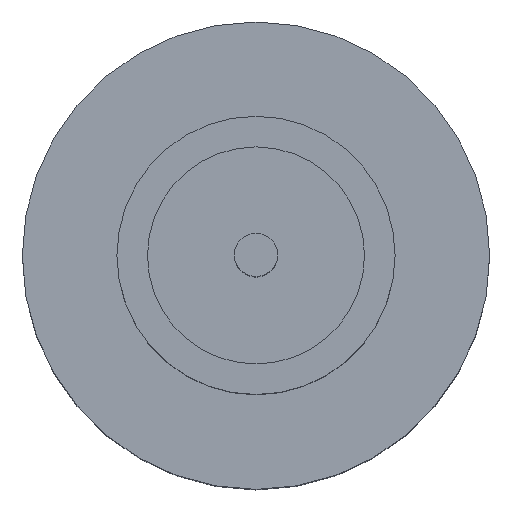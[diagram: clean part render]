
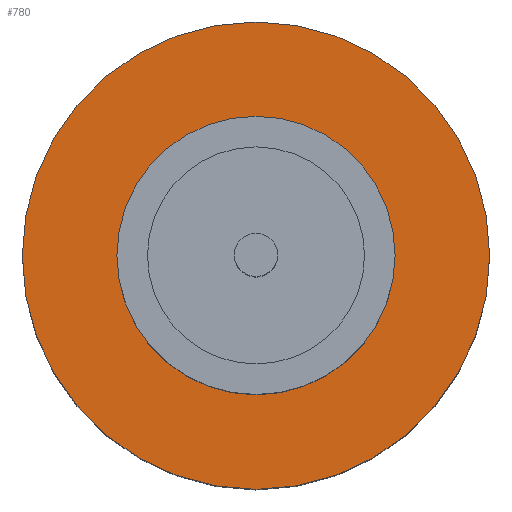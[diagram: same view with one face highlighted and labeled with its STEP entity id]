
A CAD part, top view. The second image highlights one B-rep face of the part: STEP entity #780.
In plain terms, the highlighted planar face has unit normal (0, 0, 1).
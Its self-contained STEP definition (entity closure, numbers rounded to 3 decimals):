
#30 = EDGE_CURVE ( 'NONE', #127, #372, #742, .T. ) ;
#40 = ORIENTED_EDGE ( 'NONE', *, *, #59, .F. ) ;
#59 = EDGE_CURVE ( 'NONE', #489, #419, #216, .T. ) ;
#74 = CARTESIAN_POINT ( 'NONE',  ( 0., 0., 1.55 ) ) ;
#84 = PLANE ( 'NONE',  #263 ) ;
#127 = VERTEX_POINT ( 'NONE', #536 ) ;
#150 = CARTESIAN_POINT ( 'NONE',  ( 0., 0., 1.55 ) ) ;
#165 = DIRECTION ( 'NONE',  ( 1., 0., 0. ) ) ;
#211 = DIRECTION ( 'NONE',  ( 0., 0., 1. ) ) ;
#216 = CIRCLE ( 'NONE', #820, 1.25 ) ;
#225 = DIRECTION ( 'NONE',  ( 1., 0., 0. ) ) ;
#263 = AXIS2_PLACEMENT_3D ( 'NONE', #487, #363, #165 ) ;
#281 = CARTESIAN_POINT ( 'NONE',  ( 0., 0., 1.55 ) ) ;
#306 = ORIENTED_EDGE ( 'NONE', *, *, #30, .T. ) ;
#353 = FACE_OUTER_BOUND ( 'NONE', #447, .T. ) ;
#363 = DIRECTION ( 'NONE',  ( 0., 0., 1. ) ) ;
#366 = FACE_BOUND ( 'NONE', #387, .T. ) ;
#372 = VERTEX_POINT ( 'NONE', #534 ) ;
#384 = ORIENTED_EDGE ( 'NONE', *, *, #391, .T. ) ;
#387 = EDGE_LOOP ( 'NONE', ( #681, #40 ) ) ;
#391 = EDGE_CURVE ( 'NONE', #372, #127, #751, .T. ) ;
#415 = DIRECTION ( 'NONE',  ( 1., 0., 0. ) ) ;
#419 = VERTEX_POINT ( 'NONE', #665 ) ;
#447 = EDGE_LOOP ( 'NONE', ( #384, #306 ) ) ;
#462 = AXIS2_PLACEMENT_3D ( 'NONE', #150, #211, #484 ) ;
#483 = CIRCLE ( 'NONE', #688, 1.25 ) ;
#484 = DIRECTION ( 'NONE',  ( 1., 0., 0. ) ) ;
#487 = CARTESIAN_POINT ( 'NONE',  ( 0., 0., 1.55 ) ) ;
#489 = VERTEX_POINT ( 'NONE', #515 ) ;
#511 = AXIS2_PLACEMENT_3D ( 'NONE', #281, #620, #225 ) ;
#515 = CARTESIAN_POINT ( 'NONE',  ( -1.25, 0., 1.55 ) ) ;
#533 = DIRECTION ( 'NONE',  ( 0., 0., 1. ) ) ;
#534 = CARTESIAN_POINT ( 'NONE',  ( -2.1, 0., 1.55 ) ) ;
#536 = CARTESIAN_POINT ( 'NONE',  ( 2.1, 0., 1.55 ) ) ;
#620 = DIRECTION ( 'NONE',  ( 0., 0., 1. ) ) ;
#665 = CARTESIAN_POINT ( 'NONE',  ( 1.25, 0., 1.55 ) ) ;
#681 = ORIENTED_EDGE ( 'NONE', *, *, #812, .F. ) ;
#687 = DIRECTION ( 'NONE',  ( 1., 0., 0. ) ) ;
#688 = AXIS2_PLACEMENT_3D ( 'NONE', #726, #794, #687 ) ;
#726 = CARTESIAN_POINT ( 'NONE',  ( 0., 0., 1.55 ) ) ;
#742 = CIRCLE ( 'NONE', #462, 2.1 ) ;
#751 = CIRCLE ( 'NONE', #511, 2.1 ) ;
#780 = ADVANCED_FACE ( 'NONE', ( #366, #353 ), #84, .T. ) ;
#794 = DIRECTION ( 'NONE',  ( 0., 0., 1. ) ) ;
#812 = EDGE_CURVE ( 'NONE', #419, #489, #483, .T. ) ;
#820 = AXIS2_PLACEMENT_3D ( 'NONE', #74, #533, #415 ) ;
